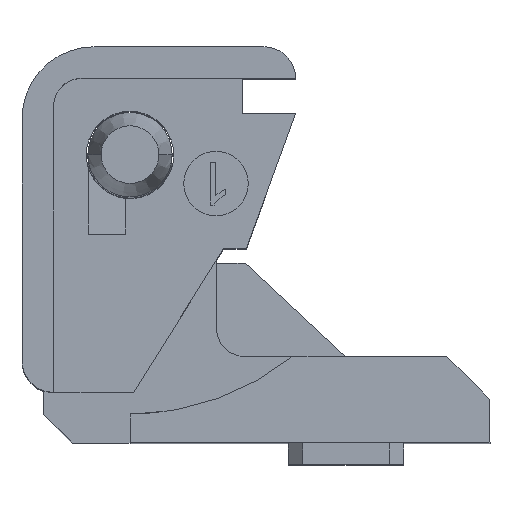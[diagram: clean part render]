
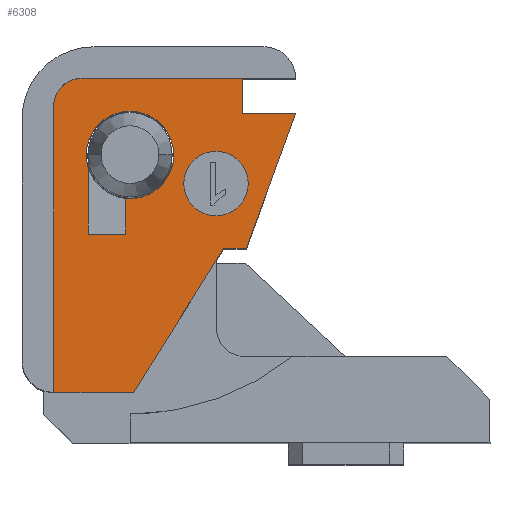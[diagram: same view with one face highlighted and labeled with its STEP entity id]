
A CAD part, top view. The second image highlights one B-rep face of the part: STEP entity #6308.
In plain terms, the highlighted planar face has unit normal (0, 0, 1).
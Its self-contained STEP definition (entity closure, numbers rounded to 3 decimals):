
#3 = CARTESIAN_POINT ( 'NONE',  ( -66.473, 6.968, -51.675 ) ) ;
#30 = CARTESIAN_POINT ( 'NONE',  ( -69.508, 6.968, -51.675 ) ) ;
#154 = VECTOR ( 'NONE', #2219, 1000. ) ;
#195 = EDGE_CURVE ( 'NONE', #3650, #4653, #2170, .T. ) ;
#202 = CIRCLE ( 'NONE', #1490, 2.239 ) ;
#231 = CARTESIAN_POINT ( 'NONE',  ( -61.429, 0.469, -51.675 ) ) ;
#275 = ORIENTED_EDGE ( 'NONE', *, *, #5621, .F. ) ;
#306 = DIRECTION ( 'NONE',  ( -1., 0., 0. ) ) ;
#356 = CARTESIAN_POINT ( 'NONE',  ( -61.708, 12.268, -51.675 ) ) ;
#403 = VECTOR ( 'NONE', #4769, 1000. ) ;
#404 = CARTESIAN_POINT ( 'NONE',  ( -69.808, 3.948, -51.675 ) ) ;
#483 = CARTESIAN_POINT ( 'NONE',  ( -58.008, 9.868, -51.675 ) ) ;
#486 = VECTOR ( 'NONE', #3037, 1000. ) ;
#544 = ORIENTED_EDGE ( 'NONE', *, *, #2844, .F. ) ;
#550 = EDGE_CURVE ( 'NONE', #1220, #4104, #4801, .T. ) ;
#561 = CARTESIAN_POINT ( 'NONE',  ( -61.708, 9.868, -51.675 ) ) ;
#649 = DIRECTION ( 'NONE',  ( -0.53, -0.848, 0. ) ) ;
#690 = VERTEX_POINT ( 'NONE', #404 ) ;
#707 = AXIS2_PLACEMENT_3D ( 'NONE', #1630, #3688, #5697 ) ;
#714 = DIRECTION ( 'NONE',  ( -1., 0., 0. ) ) ;
#739 = VERTEX_POINT ( 'NONE', #1162 ) ;
#746 = VECTOR ( 'NONE', #306, 1000. ) ;
#828 = FACE_BOUND ( 'NONE', #1051, .T. ) ;
#842 = CARTESIAN_POINT ( 'NONE',  ( -63.538, 4.978, -51.675 ) ) ;
#968 = DIRECTION ( 'NONE',  ( 0., 0., -1. ) ) ;
#994 = DIRECTION ( 'NONE',  ( 1., 0., 0. ) ) ;
#1033 = CIRCLE ( 'NONE', #707, 2.239 ) ;
#1051 = EDGE_LOOP ( 'NONE', ( #5127, #275 ) ) ;
#1059 = VERTEX_POINT ( 'NONE', #2462 ) ;
#1119 = DIRECTION ( 'NONE',  ( 0., 1., 0. ) ) ;
#1162 = CARTESIAN_POINT ( 'NONE',  ( -72.543, 6.968, -51.675 ) ) ;
#1193 = CIRCLE ( 'NONE', #4063, 3.035 ) ;
#1220 = VERTEX_POINT ( 'NONE', #483 ) ;
#1375 = CARTESIAN_POINT ( 'NONE',  ( -72.908, 12.268, -51.675 ) ) ;
#1391 = DIRECTION ( 'NONE',  ( 1., 0., 0. ) ) ;
#1392 = EDGE_LOOP ( 'NONE', ( #3416, #5254, #1417, #6142, #1498, #1542 ) ) ;
#1417 = ORIENTED_EDGE ( 'NONE', *, *, #3250, .T. ) ;
#1419 = LINE ( 'NONE', #561, #2076 ) ;
#1490 = AXIS2_PLACEMENT_3D ( 'NONE', #842, #2272, #714 ) ;
#1498 = ORIENTED_EDGE ( 'NONE', *, *, #3786, .T. ) ;
#1542 = ORIENTED_EDGE ( 'NONE', *, *, #1560, .F. ) ;
#1560 = EDGE_CURVE ( 'NONE', #1059, #690, #5454, .T. ) ;
#1567 = AXIS2_PLACEMENT_3D ( 'NONE', #3384, #968, #1391 ) ;
#1574 = DIRECTION ( 'NONE',  ( 1., 0., 0. ) ) ;
#1615 = LINE ( 'NONE', #3642, #2228 ) ;
#1630 = CARTESIAN_POINT ( 'NONE',  ( -63.538, 4.978, -51.675 ) ) ;
#1669 = DIRECTION ( 'NONE',  ( -1., 0., 0. ) ) ;
#1775 = LINE ( 'NONE', #3306, #746 ) ;
#1851 = CARTESIAN_POINT ( 'NONE',  ( -72.408, 1.469, -51.675 ) ) ;
#1852 = PLANE ( 'NONE',  #1567 ) ;
#2015 = DIRECTION ( 'NONE',  ( 0., 0., -1. ) ) ;
#2031 = DIRECTION ( 'NONE',  ( 1., 0., 0. ) ) ;
#2033 = LINE ( 'NONE', #5573, #486 ) ;
#2073 = CARTESIAN_POINT ( 'NONE',  ( -69.256, -9.531, -51.675 ) ) ;
#2076 = VECTOR ( 'NONE', #3448, 1000. ) ;
#2170 = LINE ( 'NONE', #2758, #2983 ) ;
#2219 = DIRECTION ( 'NONE',  ( 0., 1., 0. ) ) ;
#2222 = DIRECTION ( 'NONE',  ( 0., 0., -1. ) ) ;
#2228 = VECTOR ( 'NONE', #1119, 1000. ) ;
#2244 = CARTESIAN_POINT ( 'NONE',  ( -72.408, 6.073, -51.675 ) ) ;
#2272 = DIRECTION ( 'NONE',  ( 0., 0., 1. ) ) ;
#2338 = AXIS2_PLACEMENT_3D ( 'NONE', #5188, #4183, #6214 ) ;
#2404 = EDGE_CURVE ( 'NONE', #5277, #1059, #2033, .T. ) ;
#2446 = LINE ( 'NONE', #5979, #5876 ) ;
#2462 = CARTESIAN_POINT ( 'NONE',  ( -69.808, 1.469, -51.675 ) ) ;
#2650 = ORIENTED_EDGE ( 'NONE', *, *, #4524, .F. ) ;
#2746 = ORIENTED_EDGE ( 'NONE', *, *, #3461, .F. ) ;
#2758 = CARTESIAN_POINT ( 'NONE',  ( -74.808, -9.531, -51.675 ) ) ;
#2786 = LINE ( 'NONE', #4266, #6254 ) ;
#2844 = EDGE_CURVE ( 'NONE', #6323, #3075, #1419, .T. ) ;
#2849 = ORIENTED_EDGE ( 'NONE', *, *, #3009, .F. ) ;
#2983 = VECTOR ( 'NONE', #1669, 1000. ) ;
#3009 = EDGE_CURVE ( 'NONE', #4653, #6125, #5223, .T. ) ;
#3037 = DIRECTION ( 'NONE',  ( 1., 0., 0. ) ) ;
#3075 = VERTEX_POINT ( 'NONE', #5655 ) ;
#3136 = DIRECTION ( 'NONE',  ( 0., 0., -1. ) ) ;
#3153 = CARTESIAN_POINT ( 'NONE',  ( -74.808, 9.468, -51.675 ) ) ;
#3229 = ORIENTED_EDGE ( 'NONE', *, *, #6225, .F. ) ;
#3250 = EDGE_CURVE ( 'NONE', #5590, #739, #3879, .T. ) ;
#3266 = CARTESIAN_POINT ( 'NONE',  ( -63.008, 0.469, -51.675 ) ) ;
#3305 = VERTEX_POINT ( 'NONE', #3 ) ;
#3306 = CARTESIAN_POINT ( 'NONE',  ( -63.008, 0.469, -51.675 ) ) ;
#3352 = FACE_OUTER_BOUND ( 'NONE', #4756, .T. ) ;
#3384 = CARTESIAN_POINT ( 'NONE',  ( -72.008, 9.468, -51.675 ) ) ;
#3416 = ORIENTED_EDGE ( 'NONE', *, *, #2404, .F. ) ;
#3448 = DIRECTION ( 'NONE',  ( 0., -1., 0. ) ) ;
#3461 = EDGE_CURVE ( 'NONE', #3507, #6323, #2446, .T. ) ;
#3507 = VERTEX_POINT ( 'NONE', #1375 ) ;
#3515 = CARTESIAN_POINT ( 'NONE',  ( -61.429, 0.469, -51.675 ) ) ;
#3556 = VERTEX_POINT ( 'NONE', #3266 ) ;
#3642 = CARTESIAN_POINT ( 'NONE',  ( -72.408, 22.917, -51.675 ) ) ;
#3650 = VERTEX_POINT ( 'NONE', #4802 ) ;
#3688 = DIRECTION ( 'NONE',  ( 0., 0., 1. ) ) ;
#3786 = EDGE_CURVE ( 'NONE', #3305, #690, #1193, .T. ) ;
#3879 = CIRCLE ( 'NONE', #6332, 3.035 ) ;
#3910 = CARTESIAN_POINT ( 'NONE',  ( -69.508, 6.968, -51.675 ) ) ;
#3934 = AXIS2_PLACEMENT_3D ( 'NONE', #3910, #2015, #994 ) ;
#4047 = CIRCLE ( 'NONE', #3934, 3.035 ) ;
#4063 = AXIS2_PLACEMENT_3D ( 'NONE', #6101, #2222, #2031 ) ;
#4104 = VERTEX_POINT ( 'NONE', #3515 ) ;
#4124 = EDGE_CURVE ( 'NONE', #739, #3305, #4047, .T. ) ;
#4141 = LINE ( 'NONE', #2073, #5568 ) ;
#4183 = DIRECTION ( 'NONE',  ( 0., 0., 1. ) ) ;
#4248 = EDGE_CURVE ( 'NONE', #3507, #6125, #5013, .T. ) ;
#4266 = CARTESIAN_POINT ( 'NONE',  ( -58.008, 9.868, -51.675 ) ) ;
#4421 = CARTESIAN_POINT ( 'NONE',  ( -69.808, 22.917, -51.675 ) ) ;
#4524 = EDGE_CURVE ( 'NONE', #3556, #3650, #4141, .T. ) ;
#4653 = VERTEX_POINT ( 'NONE', #6271 ) ;
#4756 = EDGE_LOOP ( 'NONE', ( #5859, #2849, #6165, #2650, #4835, #4796, #3229, #544, #2746 ) ) ;
#4769 = DIRECTION ( 'NONE',  ( -0.342, -0.94, 0. ) ) ;
#4796 = ORIENTED_EDGE ( 'NONE', *, *, #550, .F. ) ;
#4801 = LINE ( 'NONE', #231, #403 ) ;
#4802 = CARTESIAN_POINT ( 'NONE',  ( -69.256, -9.531, -51.675 ) ) ;
#4835 = ORIENTED_EDGE ( 'NONE', *, *, #5631, .F. ) ;
#4947 = DIRECTION ( 'NONE',  ( 1., 0., 0. ) ) ;
#4952 = VERTEX_POINT ( 'NONE', #5139 ) ;
#5013 = CIRCLE ( 'NONE', #2338, 1.9 ) ;
#5127 = ORIENTED_EDGE ( 'NONE', *, *, #6149, .F. ) ;
#5139 = CARTESIAN_POINT ( 'NONE',  ( -65.777, 4.978, -51.675 ) ) ;
#5188 = CARTESIAN_POINT ( 'NONE',  ( -72.908, 10.368, -51.675 ) ) ;
#5223 = LINE ( 'NONE', #3153, #154 ) ;
#5254 = ORIENTED_EDGE ( 'NONE', *, *, #5502, .T. ) ;
#5277 = VERTEX_POINT ( 'NONE', #1851 ) ;
#5324 = VECTOR ( 'NONE', #6489, 1000. ) ;
#5338 = VERTEX_POINT ( 'NONE', #5954 ) ;
#5454 = LINE ( 'NONE', #4421, #5324 ) ;
#5502 = EDGE_CURVE ( 'NONE', #5277, #5590, #1615, .T. ) ;
#5529 = FACE_BOUND ( 'NONE', #1392, .T. ) ;
#5568 = VECTOR ( 'NONE', #649, 1000. ) ;
#5573 = CARTESIAN_POINT ( 'NONE',  ( -66.408, 1.469, -51.675 ) ) ;
#5590 = VERTEX_POINT ( 'NONE', #2244 ) ;
#5621 = EDGE_CURVE ( 'NONE', #5338, #4952, #202, .T. ) ;
#5631 = EDGE_CURVE ( 'NONE', #4104, #3556, #1775, .T. ) ;
#5655 = CARTESIAN_POINT ( 'NONE',  ( -61.708, 9.868, -51.675 ) ) ;
#5697 = DIRECTION ( 'NONE',  ( -1., 0., 0. ) ) ;
#5859 = ORIENTED_EDGE ( 'NONE', *, *, #4248, .T. ) ;
#5876 = VECTOR ( 'NONE', #4947, 1000. ) ;
#5954 = CARTESIAN_POINT ( 'NONE',  ( -61.299, 4.978, -51.675 ) ) ;
#5979 = CARTESIAN_POINT ( 'NONE',  ( -61.708, 12.268, -51.675 ) ) ;
#6101 = CARTESIAN_POINT ( 'NONE',  ( -69.508, 6.968, -51.675 ) ) ;
#6125 = VERTEX_POINT ( 'NONE', #6196 ) ;
#6142 = ORIENTED_EDGE ( 'NONE', *, *, #4124, .T. ) ;
#6149 = EDGE_CURVE ( 'NONE', #4952, #5338, #1033, .T. ) ;
#6165 = ORIENTED_EDGE ( 'NONE', *, *, #195, .F. ) ;
#6196 = CARTESIAN_POINT ( 'NONE',  ( -74.808, 10.368, -51.675 ) ) ;
#6214 = DIRECTION ( 'NONE',  ( 1., 0., 0. ) ) ;
#6225 = EDGE_CURVE ( 'NONE', #3075, #1220, #2786, .T. ) ;
#6254 = VECTOR ( 'NONE', #6325, 1000. ) ;
#6271 = CARTESIAN_POINT ( 'NONE',  ( -74.808, -9.531, -51.675 ) ) ;
#6308 = ADVANCED_FACE ( 'NONE', ( #828, #3352, #5529 ), #1852, .F. ) ;
#6323 = VERTEX_POINT ( 'NONE', #356 ) ;
#6325 = DIRECTION ( 'NONE',  ( 1., 0., 0. ) ) ;
#6332 = AXIS2_PLACEMENT_3D ( 'NONE', #30, #3136, #1574 ) ;
#6489 = DIRECTION ( 'NONE',  ( 0., 1., 0. ) ) ;
